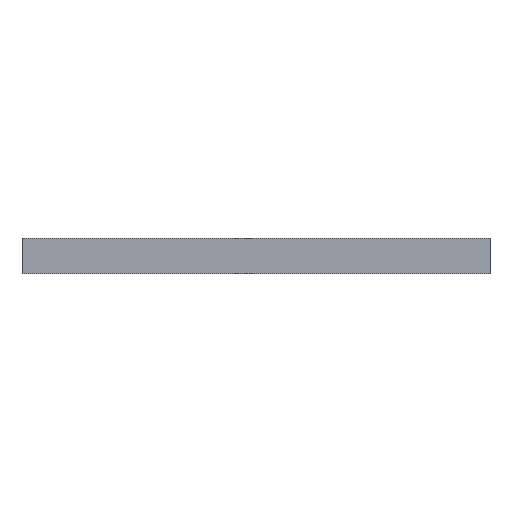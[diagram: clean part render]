
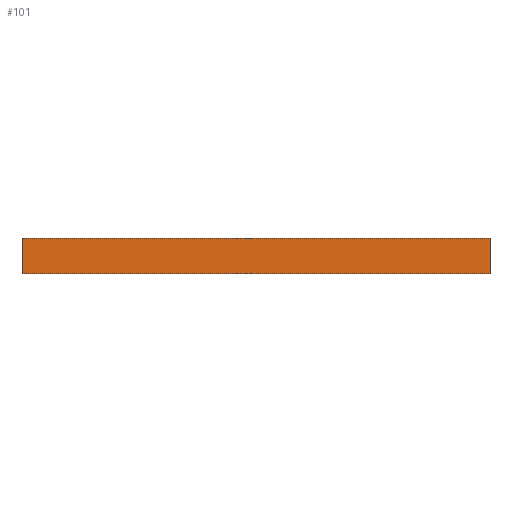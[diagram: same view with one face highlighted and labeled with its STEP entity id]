
A CAD part, front view. The second image highlights one B-rep face of the part: STEP entity #101.
In plain terms, the highlighted planar face has unit normal (0, -1, 0).
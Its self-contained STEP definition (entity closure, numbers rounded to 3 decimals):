
#82 = EDGE_CURVE ( 'NONE', #679, #1600, #1212, .T. ) ;
#101 = ADVANCED_FACE ( 'NONE', ( #1053 ), #641, .F. ) ;
#104 = DIRECTION ( 'NONE',  ( 0., 0., -1. ) ) ;
#168 = VECTOR ( 'NONE', #1189, 1000. ) ;
#200 = CARTESIAN_POINT ( 'NONE',  ( 0., 0., 6. ) ) ;
#439 = CARTESIAN_POINT ( 'NONE',  ( 0., 0., 0. ) ) ;
#472 = LINE ( 'NONE', #777, #168 ) ;
#557 = CARTESIAN_POINT ( 'NONE',  ( 0., 0., 6. ) ) ;
#577 = EDGE_CURVE ( 'NONE', #1600, #1499, #472, .T. ) ;
#580 = VECTOR ( 'NONE', #104, 1000. ) ;
#641 = PLANE ( 'NONE',  #1295 ) ;
#679 = VERTEX_POINT ( 'NONE', #200 ) ;
#695 = DIRECTION ( 'NONE',  ( 1., 0., 0. ) ) ;
#704 = DIRECTION ( 'NONE',  ( 1., 0., 0. ) ) ;
#709 = LINE ( 'NONE', #1397, #1808 ) ;
#719 = VERTEX_POINT ( 'NONE', #439 ) ;
#777 = CARTESIAN_POINT ( 'NONE',  ( 80., 0., 6. ) ) ;
#781 = DIRECTION ( 'NONE',  ( 0., 1., 0. ) ) ;
#802 = ORIENTED_EDGE ( 'NONE', *, *, #1616, .T. ) ;
#810 = CARTESIAN_POINT ( 'NONE',  ( 0., 0., 6. ) ) ;
#868 = ORIENTED_EDGE ( 'NONE', *, *, #82, .F. ) ;
#888 = LINE ( 'NONE', #810, #580 ) ;
#1053 = FACE_OUTER_BOUND ( 'NONE', #1556, .T. ) ;
#1189 = DIRECTION ( 'NONE',  ( 0., 0., -1. ) ) ;
#1212 = LINE ( 'NONE', #557, #1574 ) ;
#1264 = ORIENTED_EDGE ( 'NONE', *, *, #1713, .T. ) ;
#1295 = AXIS2_PLACEMENT_3D ( 'NONE', #1331, #781, #1744 ) ;
#1331 = CARTESIAN_POINT ( 'NONE',  ( 0., 0., 6. ) ) ;
#1373 = CARTESIAN_POINT ( 'NONE',  ( 80., 0., 0. ) ) ;
#1397 = CARTESIAN_POINT ( 'NONE',  ( 0., 0., 0. ) ) ;
#1499 = VERTEX_POINT ( 'NONE', #1373 ) ;
#1520 = ORIENTED_EDGE ( 'NONE', *, *, #577, .F. ) ;
#1556 = EDGE_LOOP ( 'NONE', ( #1264, #1520, #868, #802 ) ) ;
#1574 = VECTOR ( 'NONE', #695, 1000. ) ;
#1600 = VERTEX_POINT ( 'NONE', #1629 ) ;
#1616 = EDGE_CURVE ( 'NONE', #679, #719, #888, .T. ) ;
#1629 = CARTESIAN_POINT ( 'NONE',  ( 80., 0., 6. ) ) ;
#1713 = EDGE_CURVE ( 'NONE', #719, #1499, #709, .T. ) ;
#1744 = DIRECTION ( 'NONE',  ( 0., 0., 1. ) ) ;
#1808 = VECTOR ( 'NONE', #704, 1000. ) ;
